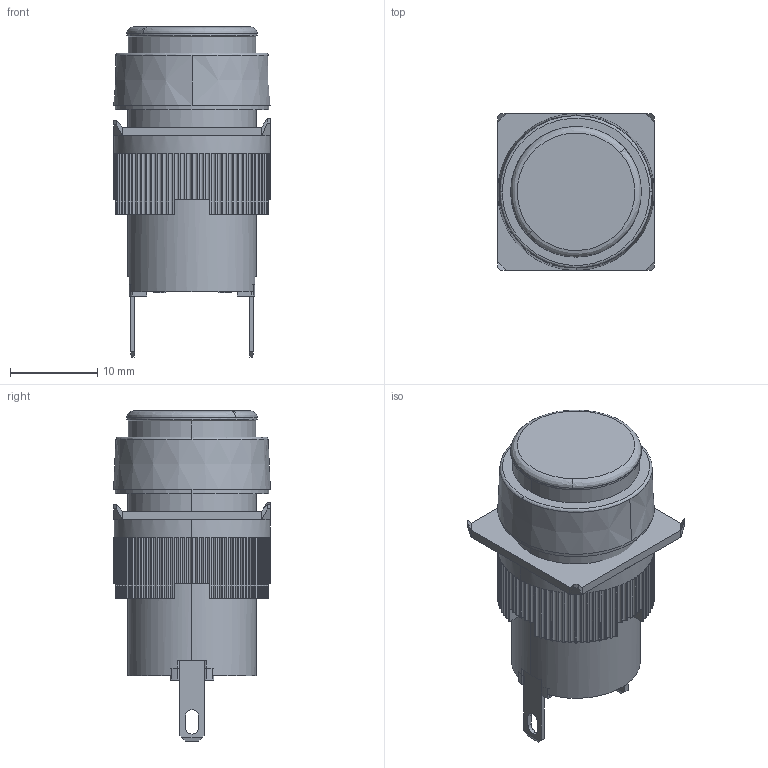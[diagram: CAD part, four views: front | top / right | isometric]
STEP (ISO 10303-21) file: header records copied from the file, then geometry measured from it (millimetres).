
FILE_DESCRIPTION (( 'STEP AP203' ), '1' );
FILE_NAME ('DR16E0L-E3Y.step', '2022-08-18T16:22:22', ( '' ), ( '' ), 'SwSTEP 2.0', 'SolidWorks 2021', '' );
FILE_SCHEMA (( 'CONFIG_CONTROL_DESIGN' ));
Length unit declared in the file: inch
Products named in the file (1): DR16E0L-E3Y
Bounding box: 18 x 18 x 37.9 mm (x, y, z)
Volume: 5722.9 mm3; surface area: 4660.6 mm2
Topology: 10 solids, 10 shells, 476 faces, 1338 edges, 886 vertices
Faces by surface type: plane 295, cylinder 171, bspline 6, cone 4
Entity records: 15697 total; most frequent: CARTESIAN_POINT 2818, DIRECTION 2812, ORIENTED_EDGE 2676, EDGE_CURVE 1338, AXIS2_PLACEMENT_3D 1012, VERTEX_POINT 886, VECTOR 788, LINE 788
